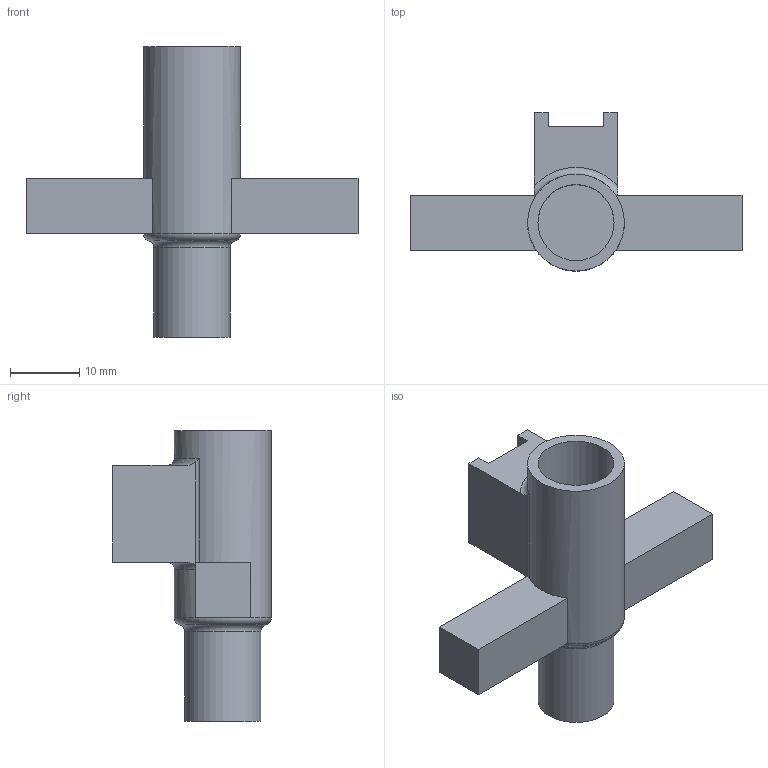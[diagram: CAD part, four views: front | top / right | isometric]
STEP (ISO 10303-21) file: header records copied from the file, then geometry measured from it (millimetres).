
FILE_DESCRIPTION(/* description */ (''),/* implementation_level */ '2;1');
FILE_NAME(/* name */ 'nickel_electrode v30.step',/* time_stamp */ '2024-09-26T13:06:49+02:00',/* author */ (''),/* organization */ (''),/* preprocessor_version */ 'ST-DEVELOPER v20',/* originating_system */ 'Autodesk Translation Framework v13.20.0.188',/* authorisation */ '');
FILE_SCHEMA (('AUTOMOTIVE_DESIGN { 1 0 10303 214 3 1 1 }'));
Length unit declared in the file: millimetre
Products named in the file (1): nickel_electrode
Bounding box: 48 x 22.9 x 42 mm (x, y, z)
Volume: 6303.6 mm3; surface area: 4995.4 mm2
Topology: 1 solids, 1 shells, 40 faces, 105 edges, 70 vertices
Faces by surface type: plane 28, cylinder 7, torus 4, cone 1
Full cylindrical faces by diameter (mm): 4.1 x2, 11 x2, 14 x1
Entity records: 1363 total; most frequent: CARTESIAN_POINT 297, ORIENTED_EDGE 210, DIRECTION 207, EDGE_CURVE 105, VERTEX_POINT 70, AXIS2_PLACEMENT_3D 70, LINE 67, VECTOR 67
